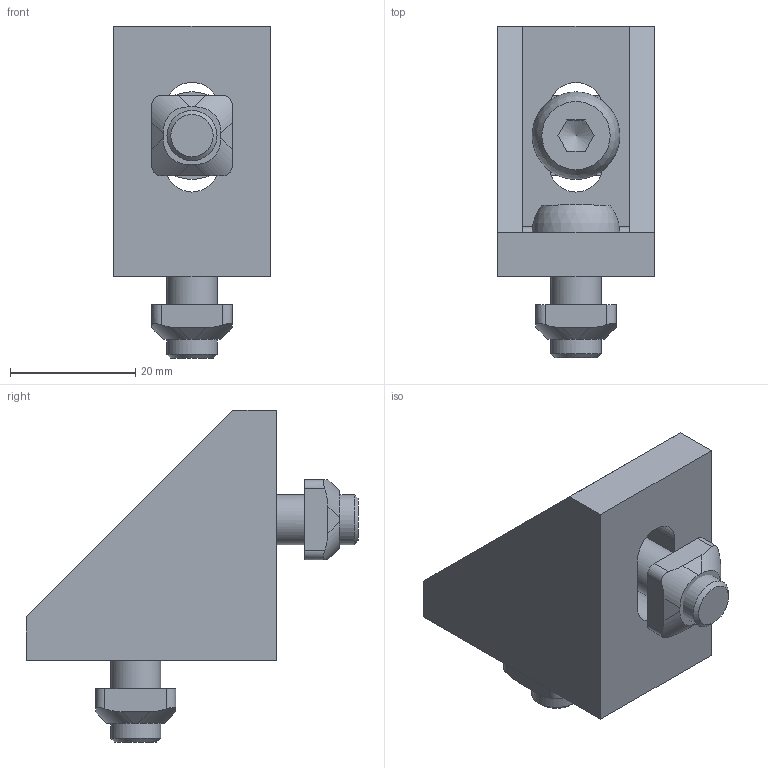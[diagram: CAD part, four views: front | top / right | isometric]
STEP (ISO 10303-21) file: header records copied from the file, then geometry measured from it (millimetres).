
FILE_DESCRIPTION(('STEP AP203'),'1');
FILE_NAME('FIXE08N1071.stp','2023-10-23T13:03:03',(' '),(' '),'Spatial InterOp 3D',' ',' ');
FILE_SCHEMA(('CONFIG_CONTROL_DESIGN'));
Length unit declared in the file: millimetre
Products named in the file (6): Kit Equerre 40x40x25 Al sablé; Equerre 40x40x25 Al sablé; Kit de fixation; Vis BHC - M8x20; Ecrou carré 8 45 M8
Assembly tree (7 placements, depth 3):
  Kit Equerre 40x40x25 Al sablé
    Equerre 40x40x25 Al sablé
    Kit de fixation
      Vis BHC - M8x20
      Ecrou carré 8 45 M8
    Kit de fixation
      Vis BHC - M8x20
      Ecrou carré 8 45 M8
Bounding box: 25 x 53 x 53 mm (x, y, z)
Volume: 19489.7 mm3; surface area: 10232.1 mm2
Topology: 5 solids, 5 shells, 87 faces, 217 edges, 142 vertices
Faces by surface type: plane 54, cylinder 27, cone 4, sphere 2
Full cylindrical faces by diameter (mm): 6.8 x2, 8 x4
Entity records: 3011 total; most frequent: CARTESIAN_POINT 417, DIRECTION 277, ORIENTED_EDGE 254, PROPERTY_DEFINITION_REPRESENTATION 165, GENERAL_PROPERTY_ASSOCIATION 165, PROPERTY_DEFINITION 165, REPRESENTATION 165, GENERAL_PROPERTY 165
